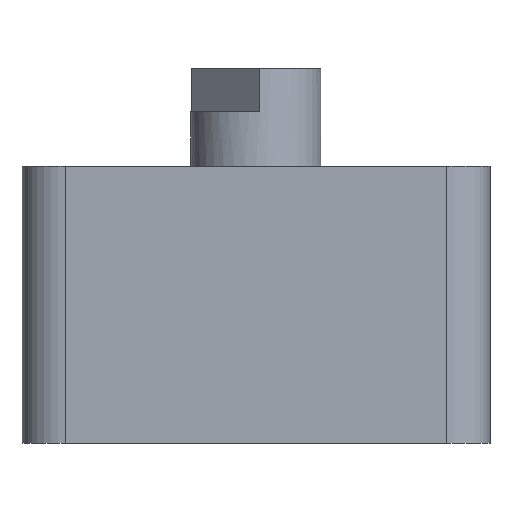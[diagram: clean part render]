
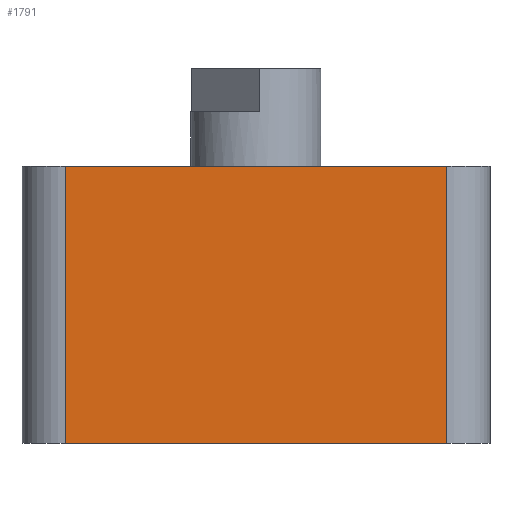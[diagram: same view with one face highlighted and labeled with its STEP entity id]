
A CAD part, front view. The second image highlights one B-rep face of the part: STEP entity #1791.
In plain terms, the highlighted planar face has unit normal (0, -1, 0).
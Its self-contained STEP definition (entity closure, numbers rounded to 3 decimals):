
#31=PLANE('',#1894);
#91=FACE_OUTER_BOUND('',#168,.T.);
#168=EDGE_LOOP('',(#1345,#1346,#1347,#1348));
#475=LINE('',#13945,#546);
#476=LINE('',#13947,#547);
#477=LINE('',#13949,#548);
#478=LINE('',#13950,#549);
#546=VECTOR('',#2099,10.);
#547=VECTOR('',#2100,10.);
#548=VECTOR('',#2101,10.);
#549=VECTOR('',#2102,10.);
#754=VERTEX_POINT('',#13943);
#755=VERTEX_POINT('',#13944);
#756=VERTEX_POINT('',#13946);
#757=VERTEX_POINT('',#13948);
#1014=EDGE_CURVE('',#754,#755,#475,.T.);
#1015=EDGE_CURVE('',#756,#755,#476,.T.);
#1016=EDGE_CURVE('',#757,#756,#477,.T.);
#1017=EDGE_CURVE('',#754,#757,#478,.T.);
#1345=ORIENTED_EDGE('',*,*,#1014,.T.);
#1346=ORIENTED_EDGE('',*,*,#1015,.F.);
#1347=ORIENTED_EDGE('',*,*,#1016,.F.);
#1348=ORIENTED_EDGE('',*,*,#1017,.F.);
#1791=ADVANCED_FACE('',(#91),#31,.T.);
#1894=AXIS2_PLACEMENT_3D('',#13942,#2097,#2098);
#2097=DIRECTION('center_axis',(0.,-1.,0.));
#2098=DIRECTION('ref_axis',(1.,0.,0.));
#2099=DIRECTION('',(1.,0.,0.));
#2100=DIRECTION('',(0.,0.,-1.));
#2101=DIRECTION('',(1.,0.,0.));
#2102=DIRECTION('',(0.,0.,1.));
#13942=CARTESIAN_POINT('Origin',(0.,0.,0.));
#13943=CARTESIAN_POINT('',(2.,0.,0.));
#13944=CARTESIAN_POINT('',(19.6,0.,0.));
#13945=CARTESIAN_POINT('',(0.,0.,0.));
#13946=CARTESIAN_POINT('',(19.6,0.,12.8));
#13947=CARTESIAN_POINT('',(19.6,0.,0.));
#13948=CARTESIAN_POINT('',(2.,0.,12.8));
#13949=CARTESIAN_POINT('',(0.,0.,12.8));
#13950=CARTESIAN_POINT('',(2.,0.,0.));
